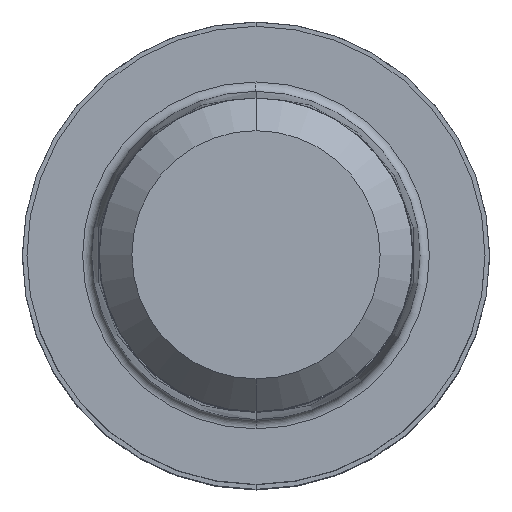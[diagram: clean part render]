
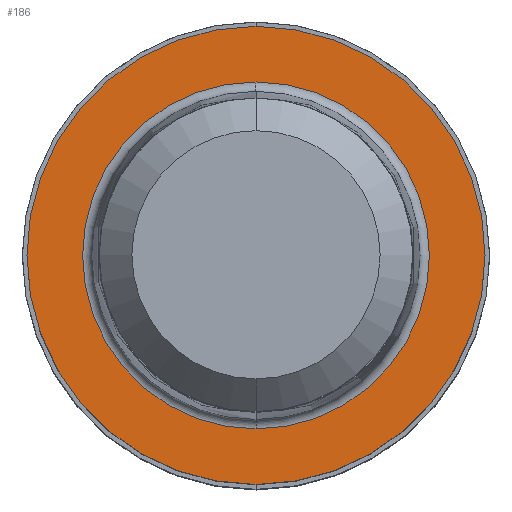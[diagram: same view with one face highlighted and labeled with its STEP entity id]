
A CAD part, top view. The second image highlights one B-rep face of the part: STEP entity #186.
In plain terms, the highlighted planar face has unit normal (0, 0, 1).
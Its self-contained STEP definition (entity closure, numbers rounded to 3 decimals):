
#178=EDGE_CURVE('',#420,#388,#467,.T.);
#186=ADVANCED_FACE('',(#475,#476),#477,.T.);
#234=VERTEX_POINT('',#532);
#244=VERTEX_POINT('',#545);
#292=EDGE_CURVE('',#388,#420,#598,.T.);
#340=EDGE_CURVE('',#234,#244,#656,.T.);
#386=EDGE_CURVE('',#244,#234,#708,.T.);
#388=VERTEX_POINT('',#710);
#420=VERTEX_POINT('',#744);
#467=CIRCLE('',#791,9.8);
#475=FACE_OUTER_BOUND('',#802,.T.);
#476=FACE_BOUND('',#803,.T.);
#477=PLANE('',#804);
#532=CARTESIAN_POINT('',(0.0,7.42,0.01));
#545=CARTESIAN_POINT('',(0.,-7.42,0.01));
#598=CIRCLE('',#956,9.8);
#656=CIRCLE('',#1028,7.42);
#708=CIRCLE('',#1093,7.42);
#710=CARTESIAN_POINT('',(0.0,9.8,0.01));
#744=CARTESIAN_POINT('',(0.,-9.8,0.01));
#791=AXIS2_PLACEMENT_3D('',#1178,#1179,#1180);
#802=EDGE_LOOP('',(#1186,#1187));
#803=EDGE_LOOP('',(#1188,#1189));
#804=AXIS2_PLACEMENT_3D('',#1190,#1191,#1192);
#956=AXIS2_PLACEMENT_3D('',#1344,#1345,#1346);
#1028=AXIS2_PLACEMENT_3D('',#1426,#1427,#1428);
#1093=AXIS2_PLACEMENT_3D('',#1498,#1499,#1500);
#1178=CARTESIAN_POINT('',(0.0,0.0,0.01));
#1179=DIRECTION('',(0.0,0.0,-1.0));
#1180=DIRECTION('',(0.0,1.0,0.0));
#1186=ORIENTED_EDGE('',*,*,#292,.F.);
#1187=ORIENTED_EDGE('',*,*,#178,.F.);
#1188=ORIENTED_EDGE('',*,*,#340,.T.);
#1189=ORIENTED_EDGE('',*,*,#386,.T.);
#1190=CARTESIAN_POINT('',(0.0,4.9,0.01));
#1191=DIRECTION('',(-0.0,0.0,1.0));
#1192=DIRECTION('',(0.0,-1.0,0.0));
#1344=CARTESIAN_POINT('',(0.0,0.0,0.01));
#1345=DIRECTION('',(0.0,0.0,-1.0));
#1346=DIRECTION('',(0.0,1.0,0.0));
#1426=CARTESIAN_POINT('',(0.0,0.0,0.01));
#1427=DIRECTION('',(0.0,0.0,-1.0));
#1428=DIRECTION('',(0.0,1.0,0.0));
#1498=CARTESIAN_POINT('',(0.0,0.0,0.01));
#1499=DIRECTION('',(0.0,0.0,-1.0));
#1500=DIRECTION('',(0.0,1.0,0.0));
